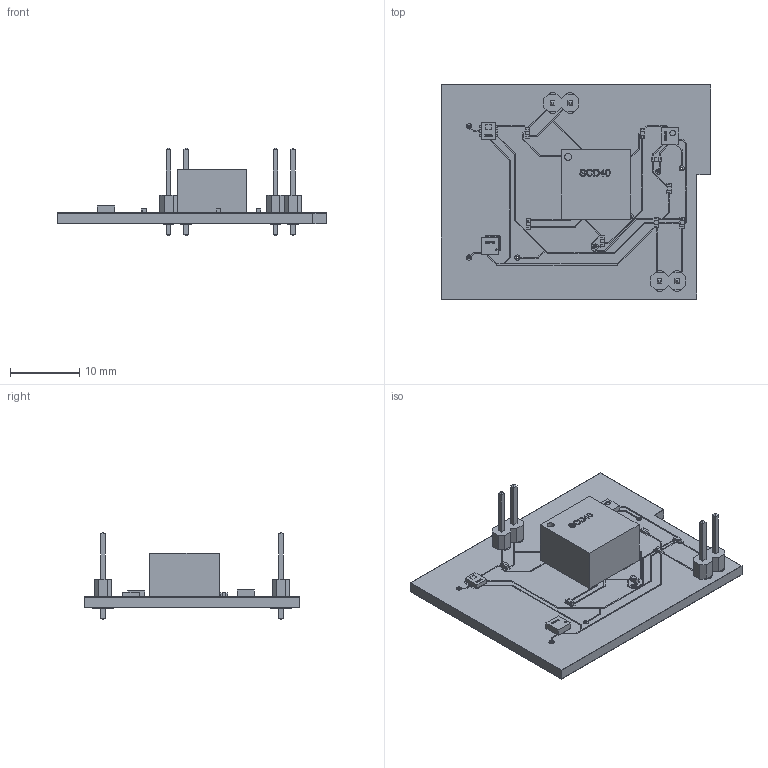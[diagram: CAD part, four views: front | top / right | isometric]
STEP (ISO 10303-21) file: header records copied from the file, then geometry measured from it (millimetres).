
FILE_DESCRIPTION(/* description */ (''),/* implementation_level */ '2;1');
FILE_NAME(/* name */ '3D Model.step',/* time_stamp */ '2025-06-03T11:26:26+02:00',/* author */ (''),/* organization */ (''),/* preprocessor_version */ 'ST-DEVELOPER v20.1',/* originating_system */ 'Autodesk Translation Framework v14.10.0.0',/* authorisation */ '');
FILE_SCHEMA (('AUTOMOTIVE_DESIGN { 1 0 10303 214 3 1 1 }'));
Products named in the file (14): Scheme V1; Placa; 1-copper; 16-copper; 1-soldermask; 16-soldermask; Paquetes; BME280; SCD40; TSL2591; 1X02; SGP40; CAPC1005X60; RESC1005X40
Assembly tree (20 placements, depth 3):
  Scheme V1
    Placa
    1-copper
    16-copper
    1-soldermask
    16-soldermask
    Paquetes
      RESC1005X40  x3
      BME280
      SCD40
      TSL2591
      1X02  x2
      CAPC1005X60  x5
      SGP40
Bounding box: 39 x 31 x 12.64 mm (x, y, z)
Volume: 2616 mm3; surface area: 8633.9 mm2
Topology: 132 solids, 132 shells, 2499 faces, 6109 edges, 3934 vertices
Faces by surface type: plane 1532, cylinder 477, bspline 362, sphere 128
Full cylindrical faces by diameter (mm): 0.2 x1, 0.28 x30, 0.35 x40, 0.8 x1, 0.946 x20, 1 x1, 1.016 x16
Entity records: 67147 total; most frequent: CARTESIAN_POINT 17161, ORIENTED_EDGE 10678, DIRECTION 8849, EDGE_CURVE 5339, LINE 3949, VECTOR 3949, VERTEX_POINT 3522, AXIS2_PLACEMENT_3D 2450
